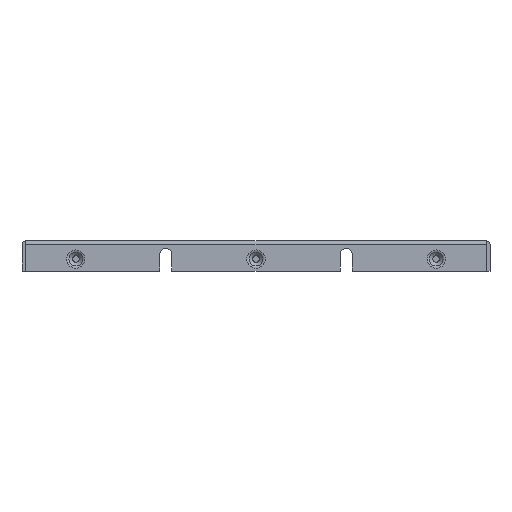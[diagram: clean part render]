
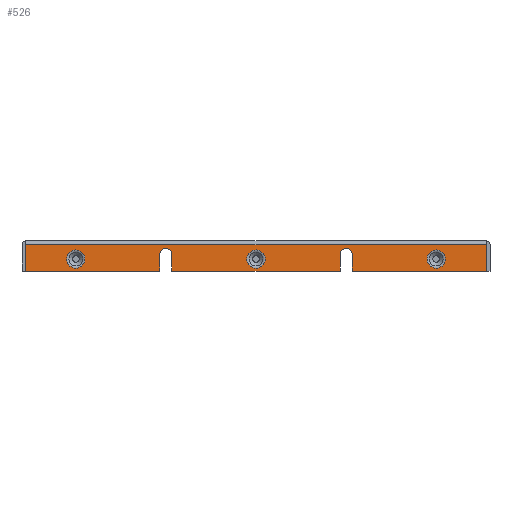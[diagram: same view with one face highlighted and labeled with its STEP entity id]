
A CAD part, front view. The second image highlights one B-rep face of the part: STEP entity #526.
In plain terms, the highlighted planar face has unit normal (0, -1, 0).
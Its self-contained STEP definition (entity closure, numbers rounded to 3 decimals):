
#526 = ADVANCED_FACE( '', ( #1180, #1181, #1182, #1183 ), #1184, .F. );
#1180 = FACE_BOUND( '', #1923, .T. );
#1181 = FACE_BOUND( '', #1924, .T. );
#1182 = FACE_BOUND( '', #1925, .T. );
#1183 = FACE_OUTER_BOUND( '', #1926, .T. );
#1184 = PLANE( '', #1927 );
#1923 = EDGE_LOOP( '', ( #3254 ) );
#1924 = EDGE_LOOP( '', ( #3255 ) );
#1925 = EDGE_LOOP( '', ( #3256 ) );
#1926 = EDGE_LOOP( '', ( #3257, #3258, #3259, #3260, #3261, #3262, #3263, #3264, #3265, #3266, #3267, #3268 ) );
#1927 = AXIS2_PLACEMENT_3D( '', #3269, #3270, #3271 );
#3254 = ORIENTED_EDGE( '', *, *, #4104, .T. );
#3255 = ORIENTED_EDGE( '', *, *, #4033, .T. );
#3256 = ORIENTED_EDGE( '', *, *, #4012, .T. );
#3257 = ORIENTED_EDGE( '', *, *, #4263, .T. );
#3258 = ORIENTED_EDGE( '', *, *, #4322, .T. );
#3259 = ORIENTED_EDGE( '', *, *, #4271, .T. );
#3260 = ORIENTED_EDGE( '', *, *, #4323, .F. );
#3261 = ORIENTED_EDGE( '', *, *, #4301, .F. );
#3262 = ORIENTED_EDGE( '', *, *, #4324, .F. );
#3263 = ORIENTED_EDGE( '', *, *, #4325, .F. );
#3264 = ORIENTED_EDGE( '', *, *, #4182, .F. );
#3265 = ORIENTED_EDGE( '', *, *, #4326, .F. );
#3266 = ORIENTED_EDGE( '', *, *, #4327, .T. );
#3267 = ORIENTED_EDGE( '', *, *, #3900, .F. );
#3268 = ORIENTED_EDGE( '', *, *, #4160, .F. );
#3269 = CARTESIAN_POINT( '', ( 0., -15.43, 0. ) );
#3270 = DIRECTION( '', ( 0., 1., 0. ) );
#3271 = DIRECTION( '', ( 0., 0., 1. ) );
#3900 = EDGE_CURVE( '', #4582, #4583, #4584, .T. );
#4012 = EDGE_CURVE( '', #4762, #4762, #4763, .T. );
#4033 = EDGE_CURVE( '', #4796, #4796, #4797, .T. );
#4104 = EDGE_CURVE( '', #4910, #4910, #4911, .T. );
#4160 = EDGE_CURVE( '', #4991, #4582, #4993, .T. );
#4182 = EDGE_CURVE( '', #5025, #5021, #5027, .T. );
#4263 = EDGE_CURVE( '', #4991, #5140, #5142, .T. );
#4271 = EDGE_CURVE( '', #5154, #5152, #5155, .T. );
#4301 = EDGE_CURVE( '', #5194, #5196, #5197, .T. );
#4322 = EDGE_CURVE( '', #5140, #5154, #5224, .T. );
#4323 = EDGE_CURVE( '', #5196, #5152, #5225, .T. );
#4324 = EDGE_CURVE( '', #5226, #5194, #5227, .T. );
#4325 = EDGE_CURVE( '', #5021, #5226, #5228, .T. );
#4326 = EDGE_CURVE( '', #5229, #5025, #5230, .T. );
#4327 = EDGE_CURVE( '', #5229, #4583, #5231, .T. );
#4582 = VERTEX_POINT( '', #5548 );
#4583 = VERTEX_POINT( '', #5549 );
#4584 = LINE( '', #5550, #5551 );
#4762 = VERTEX_POINT( '', #5782 );
#4763 = CIRCLE( '', #5783, 0.604 );
#4796 = VERTEX_POINT( '', #5822 );
#4797 = CIRCLE( '', #5823, 0.604 );
#4910 = VERTEX_POINT( '', #5976 );
#4911 = CIRCLE( '', #5977, 0.604 );
#4991 = VERTEX_POINT( '', #6079 );
#4993 = LINE( '', #6082, #6083 );
#5021 = VERTEX_POINT( '', #6112 );
#5025 = VERTEX_POINT( '', #6118 );
#5027 = LINE( '', #6121, #6122 );
#5140 = VERTEX_POINT( '', #6270 );
#5142 = LINE( '', #6273, #6274 );
#5152 = VERTEX_POINT( '', #6285 );
#5154 = VERTEX_POINT( '', #6288 );
#5155 = LINE( '', #6289, #6290 );
#5194 = VERTEX_POINT( '', #6347 );
#5196 = VERTEX_POINT( '', #6350 );
#5197 = LINE( '', #6351, #6352 );
#5224 = CIRCLE( '', #6390, 0.4 );
#5225 = LINE( '', #6391, #6392 );
#5226 = VERTEX_POINT( '', #6393 );
#5227 = CIRCLE( '', #6394, 0.4 );
#5228 = LINE( '', #6395, #6396 );
#5229 = VERTEX_POINT( '', #6397 );
#5230 = LINE( '', #6398, #6399 );
#5231 = LINE( '', #6400, #6401 );
#5548 = CARTESIAN_POINT( '', ( -15.18, -15.43, 0. ) );
#5549 = CARTESIAN_POINT( '', ( -15.18, -15.43, 1.75 ) );
#5550 = CARTESIAN_POINT( '', ( -15.18, -15.43, 1.959 ) );
#5551 = VECTOR( '', #6667, 1000. );
#5782 = CARTESIAN_POINT( '', ( 11.88, -15.43, 1.404 ) );
#5783 = AXIS2_PLACEMENT_3D( '', #6802, #6803, #6804 );
#5822 = CARTESIAN_POINT( '', ( -11.88, -15.43, 1.404 ) );
#5823 = AXIS2_PLACEMENT_3D( '', #6832, #6833, #6834 );
#5976 = CARTESIAN_POINT( '', ( 0., -15.43, 1.404 ) );
#5977 = AXIS2_PLACEMENT_3D( '', #6917, #6918, #6919 );
#6079 = CARTESIAN_POINT( '', ( -6.34, -15.43, 0. ) );
#6082 = CARTESIAN_POINT( '', ( 15.18, -15.43, 0. ) );
#6083 = VECTOR( '', #6979, 1000. );
#6112 = CARTESIAN_POINT( '', ( 6.34, -15.43, 0. ) );
#6118 = CARTESIAN_POINT( '', ( 15.18, -15.43, 0. ) );
#6121 = CARTESIAN_POINT( '', ( 15.18, -15.43, 0. ) );
#6122 = VECTOR( '', #7008, 1000. );
#6270 = CARTESIAN_POINT( '', ( -6.34, -15.43, 1.1 ) );
#6273 = CARTESIAN_POINT( '', ( -6.34, -15.43, 0. ) );
#6274 = VECTOR( '', #7084, 1000. );
#6285 = CARTESIAN_POINT( '', ( -5.54, -15.43, 0. ) );
#6288 = CARTESIAN_POINT( '', ( -5.54, -15.43, 1.1 ) );
#6289 = CARTESIAN_POINT( '', ( -5.54, -15.43, 1.1 ) );
#6290 = VECTOR( '', #7093, 1000. );
#6347 = CARTESIAN_POINT( '', ( 5.54, -15.43, 1.1 ) );
#6350 = CARTESIAN_POINT( '', ( 5.54, -15.43, 0. ) );
#6351 = CARTESIAN_POINT( '', ( 5.54, -15.43, 1.1 ) );
#6352 = VECTOR( '', #7122, 1000. );
#6390 = AXIS2_PLACEMENT_3D( '', #7140, #7141, #7142 );
#6391 = CARTESIAN_POINT( '', ( 15.18, -15.43, 0. ) );
#6392 = VECTOR( '', #7143, 1000. );
#6393 = CARTESIAN_POINT( '', ( 6.34, -15.43, 1.1 ) );
#6394 = AXIS2_PLACEMENT_3D( '', #7144, #7145, #7146 );
#6395 = CARTESIAN_POINT( '', ( 6.34, -15.43, 0. ) );
#6396 = VECTOR( '', #7147, 1000. );
#6397 = CARTESIAN_POINT( '', ( 15.18, -15.43, 1.75 ) );
#6398 = CARTESIAN_POINT( '', ( 15.18, -15.43, 1.959 ) );
#6399 = VECTOR( '', #7148, 1000. );
#6400 = CARTESIAN_POINT( '', ( 15.18, -15.43, 1.75 ) );
#6401 = VECTOR( '', #7149, 1000. );
#6667 = DIRECTION( '', ( 0., 0., 1. ) );
#6802 = CARTESIAN_POINT( '', ( 11.88, -15.43, 0.8 ) );
#6803 = DIRECTION( '', ( 0., 1., 0. ) );
#6804 = DIRECTION( '', ( 0., 0., 1. ) );
#6832 = CARTESIAN_POINT( '', ( -11.88, -15.43, 0.8 ) );
#6833 = DIRECTION( '', ( 0., 1., 0. ) );
#6834 = DIRECTION( '', ( 0., 0., 1. ) );
#6917 = CARTESIAN_POINT( '', ( 0., -15.43, 0.8 ) );
#6918 = DIRECTION( '', ( 0., 1., 0. ) );
#6919 = DIRECTION( '', ( 0., 0., 1. ) );
#6979 = DIRECTION( '', ( -1., 0., 0. ) );
#7008 = DIRECTION( '', ( -1., 0., 0. ) );
#7084 = DIRECTION( '', ( 0., 0., 1. ) );
#7093 = DIRECTION( '', ( 0., 0., -1. ) );
#7122 = DIRECTION( '', ( 0., 0., -1. ) );
#7140 = CARTESIAN_POINT( '', ( -5.94, -15.43, 1.1 ) );
#7141 = DIRECTION( '', ( 0., 1., 0. ) );
#7142 = DIRECTION( '', ( -1., 0., 0. ) );
#7143 = DIRECTION( '', ( -1., 0., 0. ) );
#7144 = CARTESIAN_POINT( '', ( 5.94, -15.43, 1.1 ) );
#7145 = DIRECTION( '', ( 0., -1., 0. ) );
#7146 = DIRECTION( '', ( 1., 0., 0. ) );
#7147 = DIRECTION( '', ( 0., 0., 1. ) );
#7148 = DIRECTION( '', ( 0., 0., -1. ) );
#7149 = DIRECTION( '', ( -1., 0., 0. ) );
